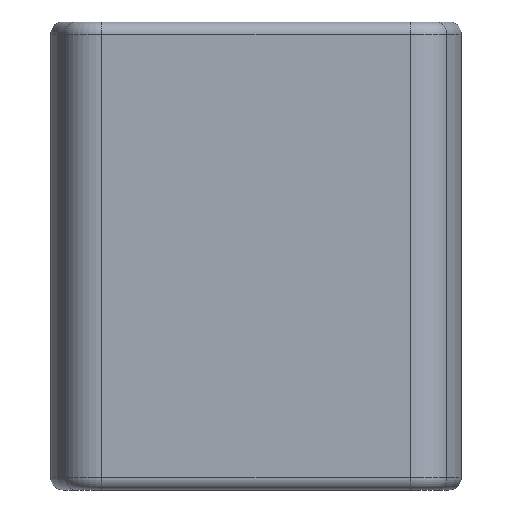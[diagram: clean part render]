
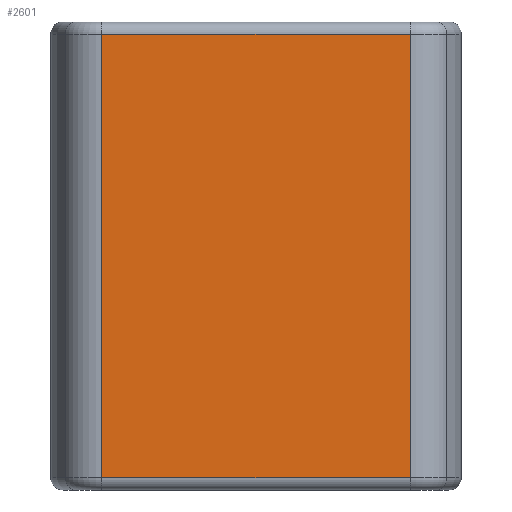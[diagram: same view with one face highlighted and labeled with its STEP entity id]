
A CAD part, front view. The second image highlights one B-rep face of the part: STEP entity #2601.
In plain terms, the highlighted planar face has unit normal (0, -1, 0).
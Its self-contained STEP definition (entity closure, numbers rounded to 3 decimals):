
#92=PLANE('',#2817);
#212=FACE_OUTER_BOUND('',#363,.T.);
#363=EDGE_LOOP('',(#1936,#1937,#1938,#1939));
#536=LINE('',#3952,#809);
#540=LINE('',#3999,#813);
#541=LINE('',#4003,#814);
#542=LINE('',#4004,#815);
#809=VECTOR('',#3148,2.);
#813=VECTOR('',#3212,10.);
#814=VECTOR('',#3217,10.);
#815=VECTOR('',#3218,10.);
#1209=VERTEX_POINT('',#3945);
#1212=VERTEX_POINT('',#3950);
#1225=VERTEX_POINT('',#3998);
#1226=VERTEX_POINT('',#4002);
#1475=EDGE_CURVE('',#1212,#1209,#536,.T.);
#1499=EDGE_CURVE('',#1209,#1225,#540,.T.);
#1501=EDGE_CURVE('',#1212,#1226,#541,.T.);
#1502=EDGE_CURVE('',#1225,#1226,#542,.T.);
#1936=ORIENTED_EDGE('',*,*,#1475,.F.);
#1937=ORIENTED_EDGE('',*,*,#1501,.T.);
#1938=ORIENTED_EDGE('',*,*,#1502,.F.);
#1939=ORIENTED_EDGE('',*,*,#1499,.F.);
#2601=ADVANCED_FACE('',(#212),#92,.T.);
#2817=AXIS2_PLACEMENT_3D('',#4001,#3215,#3216);
#3148=DIRECTION('',(1.,0.,0.));
#3212=DIRECTION('',(0.,0.,-1.));
#3215=DIRECTION('center_axis',(0.,-1.,0.));
#3216=DIRECTION('ref_axis',(-1.,0.,0.));
#3217=DIRECTION('',(0.,0.,-1.));
#3218=DIRECTION('',(-1.,0.,0.));
#3945=CARTESIAN_POINT('',(24.757,-22.85,73.24));
#3950=CARTESIAN_POINT('',(-24.757,-22.85,73.24));
#3952=CARTESIAN_POINT('',(-24.757,-22.85,73.24));
#3998=CARTESIAN_POINT('',(24.757,-22.85,2.));
#3999=CARTESIAN_POINT('',(24.757,-22.85,8.));
#4001=CARTESIAN_POINT('Origin',(24.757,-22.85,8.));
#4002=CARTESIAN_POINT('',(-24.757,-22.85,2.));
#4003=CARTESIAN_POINT('',(-24.757,-22.85,8.));
#4004=CARTESIAN_POINT('',(12.379,-22.85,2.));
